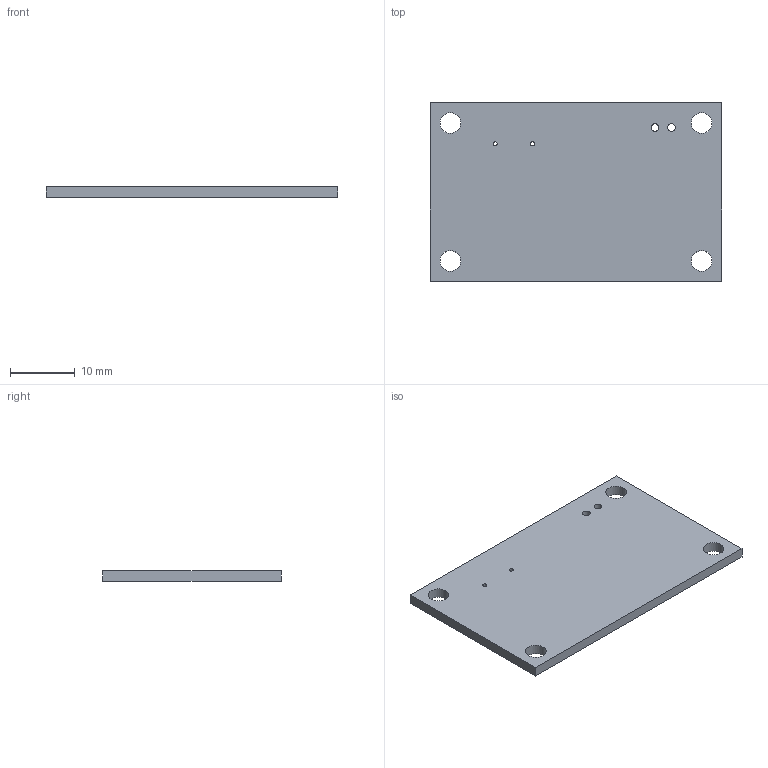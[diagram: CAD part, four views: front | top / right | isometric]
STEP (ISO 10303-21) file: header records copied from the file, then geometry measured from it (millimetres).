
FILE_DESCRIPTION(('KiCad electronic assembly'),'2;1');
FILE_NAME('CSAD2.step','2023-05-09T12:19:30',('Pcbnew'),('Kicad'), 'Open CASCADE STEP processor 7.6','KiCad to STEP converter','Unknown' );
FILE_SCHEMA(('AUTOMOTIVE_DESIGN { 1 0 10303 214 1 1 1 1 }'));
Length unit declared in the file: millimetre
Products named in the file (2): CSAD2 1; PCB
Assembly tree (1 placements, depth 2):
  CSAD2 1
    PCB
Bounding box: 45 x 27.5 x 1.59 mm (x, y, z)
Volume: 1906.4 mm3; surface area: 2716.8 mm2
Topology: 1 solids, 1 shells, 14 faces, 36 edges, 24 vertices
Faces by surface type: cylinder 8, plane 6
Full cylindrical faces by diameter (mm): 0.65 x2, 1.19 x2, 3.2 x4
Entity records: 1031 total; most frequent: CARTESIAN_POINT 244, DIRECTION 140, LINE 76, VECTOR 76, ORIENTED_EDGE 72, PCURVE 72, DEFINITIONAL_REPRESENTATION 72, EDGE_CURVE 36
